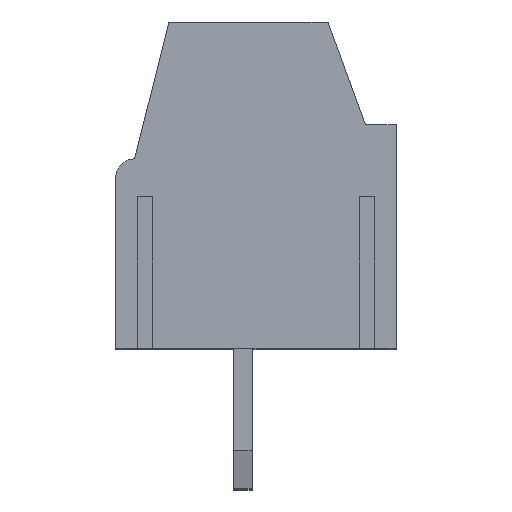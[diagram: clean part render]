
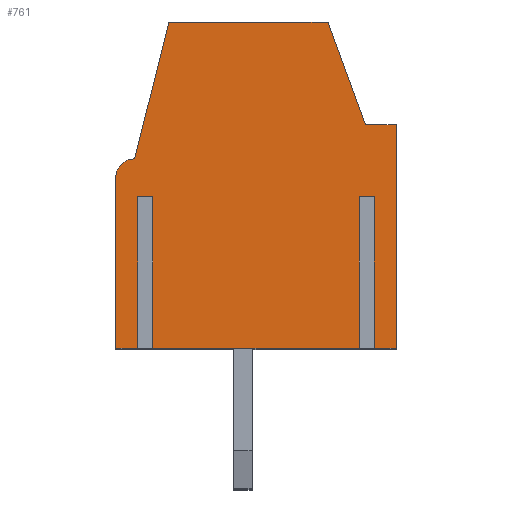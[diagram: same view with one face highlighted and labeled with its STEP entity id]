
A CAD part, top view. The second image highlights one B-rep face of the part: STEP entity #761.
In plain terms, the highlighted planar face has unit normal (0, 0, 1).
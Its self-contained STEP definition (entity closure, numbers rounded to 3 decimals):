
#761=ADVANCED_FACE('3580',(#2103),#2104,.T.);
#2103=FACE_OUTER_BOUND('',#3525,.T.);
#2104=PLANE('',#3526);
#3525=EDGE_LOOP('',(#8766,#8767,#8768,#8769,#8770,#8771,#8772,#8773,#8774,#8775,#8776,#8777,#8778,#8779,#8780,#8781));
#3526=AXIS2_PLACEMENT_3D('',#8782,#8783,#8784);
#8766=ORIENTED_EDGE('',*,*,#11014,.F.);
#8767=ORIENTED_EDGE('',*,*,#10954,.T.);
#8768=ORIENTED_EDGE('',*,*,#11015,.T.);
#8769=ORIENTED_EDGE('',*,*,#11016,.T.);
#8770=ORIENTED_EDGE('',*,*,#11017,.F.);
#8771=ORIENTED_EDGE('',*,*,#10950,.T.);
#8772=ORIENTED_EDGE('',*,*,#11002,.T.);
#8773=ORIENTED_EDGE('',*,*,#11013,.T.);
#8774=ORIENTED_EDGE('',*,*,#11011,.F.);
#8775=ORIENTED_EDGE('',*,*,#11018,.F.);
#8776=ORIENTED_EDGE('',*,*,#11019,.F.);
#8777=ORIENTED_EDGE('',*,*,#10860,.T.);
#8778=ORIENTED_EDGE('',*,*,#11020,.F.);
#8779=ORIENTED_EDGE('',*,*,#10958,.T.);
#8780=ORIENTED_EDGE('',*,*,#11021,.T.);
#8781=ORIENTED_EDGE('',*,*,#11022,.T.);
#8782=CARTESIAN_POINT('',(-3.7,0.0,17.145));
#8783=DIRECTION('',(0.0,0.0,1.0));
#8784=DIRECTION('',(1.0,0.0,0.0));
#10860=EDGE_CURVE('3895',#13618,#13615,#13619,.T.);
#10950=EDGE_CURVE('3918',#13780,#13777,#13781,.T.);
#10954=EDGE_CURVE('3917',#13788,#13786,#13789,.T.);
#10958=EDGE_CURVE('3916',#13796,#13794,#13797,.T.);
#11002=EDGE_CURVE('3890',#13777,#13868,#13870,.T.);
#11011=EDGE_CURVE('3888',#13881,#13883,#13884,.T.);
#11013=EDGE_CURVE('3889',#13868,#13883,#13886,.T.);
#11014=EDGE_CURVE('3913',#13788,#13887,#13888,.T.);
#11015=EDGE_CURVE('3914',#13786,#13889,#13890,.T.);
#11016=EDGE_CURVE('3911',#13889,#13891,#13892,.T.);
#11017=EDGE_CURVE('3915',#13780,#13891,#13893,.T.);
#11018=EDGE_CURVE('3900',#13894,#13881,#13895,.T.);
#11019=EDGE_CURVE('3896',#13618,#13894,#13896,.T.);
#11020=EDGE_CURVE('3898',#13796,#13615,#13897,.T.);
#11021=EDGE_CURVE('3912',#13794,#13898,#13899,.T.);
#11022=EDGE_CURVE('3910',#13898,#13887,#13900,.T.);
#13615=VERTEX_POINT('',#17863);
#13618=VERTEX_POINT('',#17867);
#13619=CIRCLE('',#17868,0.5);
#13777=VERTEX_POINT('',#18105);
#13780=VERTEX_POINT('',#18109);
#13781=LINE('',#18110,#18111);
#13786=VERTEX_POINT('',#18118);
#13788=VERTEX_POINT('',#18121);
#13789=LINE('',#18122,#18123);
#13794=VERTEX_POINT('',#18130);
#13796=VERTEX_POINT('',#18133);
#13797=LINE('',#18134,#18135);
#13868=VERTEX_POINT('',#18248);
#13870=LINE('',#18251,#18252);
#13881=VERTEX_POINT('',#18270);
#13883=VERTEX_POINT('',#18273);
#13884=LINE('',#18274,#18275);
#13886=LINE('',#18278,#18279);
#13887=VERTEX_POINT('',#18280);
#13888=LINE('',#18281,#18282);
#13889=VERTEX_POINT('',#18283);
#13890=LINE('',#18284,#18285);
#13891=VERTEX_POINT('',#18286);
#13892=LINE('',#18287,#18288);
#13893=LINE('',#18289,#18290);
#13894=VERTEX_POINT('',#18291);
#13895=LINE('',#18292,#18293);
#13896=LINE('',#18294,#18295);
#13897=LINE('',#18296,#18297);
#13898=VERTEX_POINT('',#18298);
#13899=LINE('',#18299,#18300);
#13900=LINE('',#18301,#18302);
#17863=CARTESIAN_POINT('',(-3.7,4.5,17.145));
#17867=CARTESIAN_POINT('',(-3.2,5.0,17.145));
#17868=AXIS2_PLACEMENT_3D('',#20508,#20509,#20510);
#18105=CARTESIAN_POINT('',(3.7,0.0,17.145));
#18109=CARTESIAN_POINT('',(3.12,0.0,17.145));
#18110=CARTESIAN_POINT('',(3.12,0.0,17.145));
#18111=VECTOR('',#20618,0.58);
#18118=CARTESIAN_POINT('',(2.72,0.0,17.145));
#18121=CARTESIAN_POINT('',(-2.72,0.0,17.145));
#18122=CARTESIAN_POINT('',(-2.72,0.0,17.145));
#18123=VECTOR('',#20622,5.44);
#18130=CARTESIAN_POINT('',(-3.12,0.0,17.145));
#18133=CARTESIAN_POINT('',(-3.7,0.0,17.145));
#18134=CARTESIAN_POINT('',(-3.7,0.0,17.145));
#18135=VECTOR('',#20626,0.58);
#18248=CARTESIAN_POINT('',(3.7,5.9,17.145));
#18251=CARTESIAN_POINT('',(3.7,0.0,17.145));
#18252=VECTOR('',#20670,5.9);
#18270=CARTESIAN_POINT('',(1.9,8.61,17.145));
#18273=CARTESIAN_POINT('',(2.886,5.9,17.145));
#18274=CARTESIAN_POINT('',(1.9,8.61,17.145));
#18275=VECTOR('',#20679,2.884);
#18278=CARTESIAN_POINT('',(3.7,5.9,17.145));
#18279=VECTOR('',#20681,0.814);
#18280=CARTESIAN_POINT('',(-2.72,4.0,17.145));
#18281=CARTESIAN_POINT('',(-2.72,0.0,17.145));
#18282=VECTOR('',#20682,4.0);
#18283=CARTESIAN_POINT('',(2.72,4.0,17.145));
#18284=CARTESIAN_POINT('',(2.72,0.0,17.145));
#18285=VECTOR('',#20683,4.0);
#18286=CARTESIAN_POINT('',(3.12,4.0,17.145));
#18287=CARTESIAN_POINT('',(2.72,4.0,17.145));
#18288=VECTOR('',#20684,0.4);
#18289=CARTESIAN_POINT('',(3.12,0.0,17.145));
#18290=VECTOR('',#20685,4.0);
#18291=CARTESIAN_POINT('',(-2.3,8.61,17.145));
#18292=CARTESIAN_POINT('',(-2.3,8.61,17.145));
#18293=VECTOR('',#20686,4.2);
#18294=CARTESIAN_POINT('',(-3.2,5.0,17.145));
#18295=VECTOR('',#20687,3.72);
#18296=CARTESIAN_POINT('',(-3.7,0.0,17.145));
#18297=VECTOR('',#20688,4.5);
#18298=CARTESIAN_POINT('',(-3.12,4.0,17.145));
#18299=CARTESIAN_POINT('',(-3.12,0.0,17.145));
#18300=VECTOR('',#20689,4.0);
#18301=CARTESIAN_POINT('',(-3.12,4.0,17.145));
#18302=VECTOR('',#20690,0.4);
#20508=CARTESIAN_POINT('',(-3.2,4.5,17.145));
#20509=DIRECTION('',(0.0,-0.0,1.0));
#20510=DIRECTION('',(0.,1.0,0.0));
#20618=DIRECTION('',(1.0,0.0,0.0));
#20622=DIRECTION('',(1.0,0.0,0.0));
#20626=DIRECTION('',(1.0,0.0,0.0));
#20670=DIRECTION('',(0.0,1.0,0.0));
#20679=DIRECTION('',(0.342,-0.94,0.0));
#20681=DIRECTION('',(-1.0,0.0,0.0));
#20682=DIRECTION('',(0.0,1.0,0.0));
#20683=DIRECTION('',(0.0,1.0,0.0));
#20684=DIRECTION('',(1.0,0.0,0.0));
#20685=DIRECTION('',(0.0,1.0,0.0));
#20686=DIRECTION('',(1.0,0.0,0.0));
#20687=DIRECTION('',(0.242,0.97,0.0));
#20688=DIRECTION('',(0.0,1.0,0.0));
#20689=DIRECTION('',(0.0,1.0,0.0));
#20690=DIRECTION('',(1.0,0.0,0.0));
